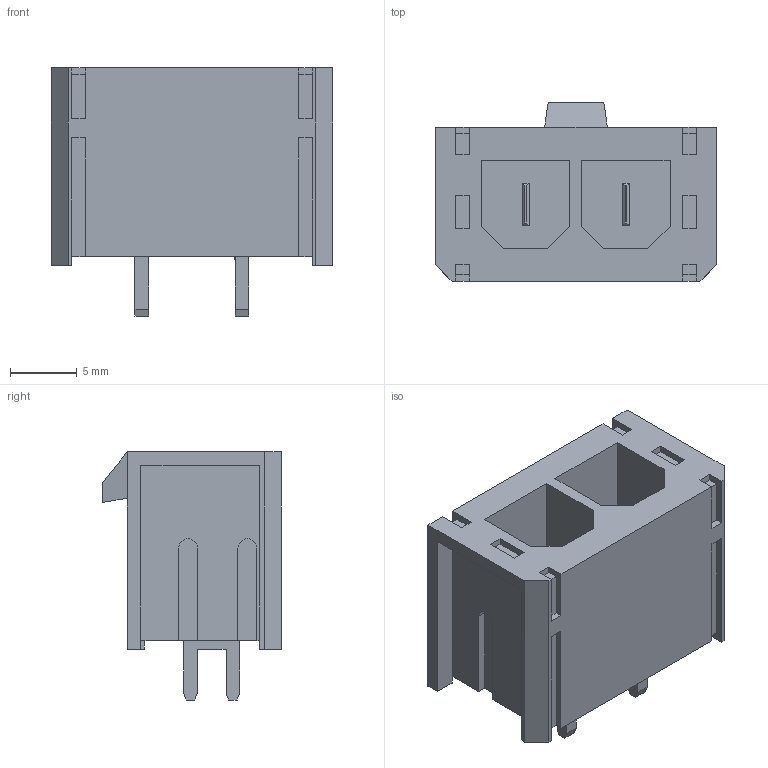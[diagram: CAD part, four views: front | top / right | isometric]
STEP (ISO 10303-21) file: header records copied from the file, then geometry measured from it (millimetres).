
FILE_DESCRIPTION(('FreeCAD Model'),'2;1');
FILE_NAME('Open CASCADE Shape Model','2023-06-12T16:43:28',('FreeCAD'),( 'FreeCAD'),'Open CASCADE STEP processor 7.6','FreeCAD','Unknown');
FILE_SCHEMA(('AUTOMOTIVE_DESIGN { 1 0 10303 214 1 1 1 1 }'));
Length unit declared in the file: millimetre
Products named in the file (1): Open CASCADE STEP translator 7.6 2
Bounding box: 21.08 x 13.39 x 18.57 mm (x, y, z)
Volume: 1915.6 mm3; surface area: 2429.5 mm2
Topology: 1 solids, 1 shells, 167 faces, 459 edges, 310 vertices
Faces by surface type: plane 163, cylinder 4
Entity records: 11058 total; most frequent: CARTESIAN_POINT 1839, DIRECTION 1713, LINE 1337, VECTOR 1337, ORIENTED_EDGE 902, PCURVE 902, DEFINITIONAL_REPRESENTATION 902, EDGE_CURVE 451
